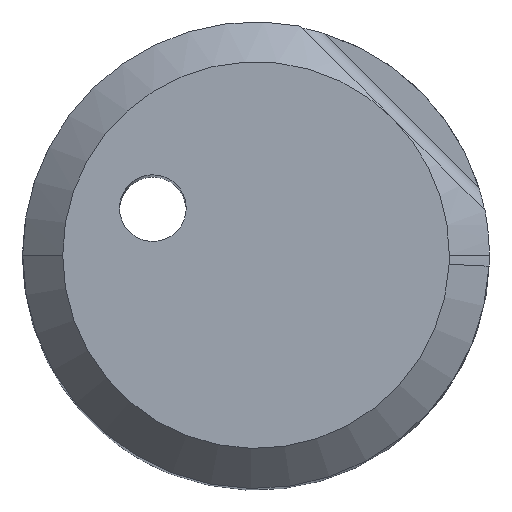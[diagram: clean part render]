
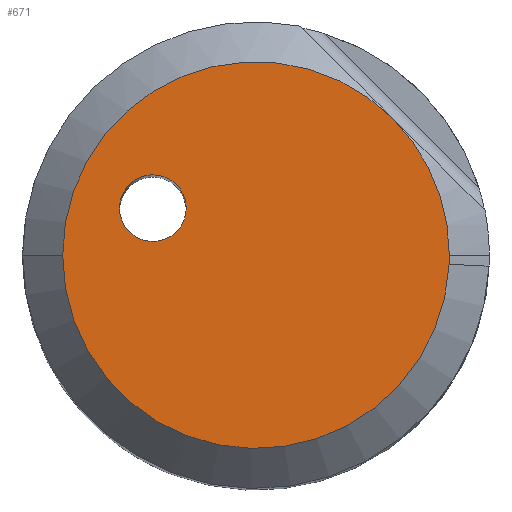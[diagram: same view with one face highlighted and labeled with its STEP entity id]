
A CAD part, top view. The second image highlights one B-rep face of the part: STEP entity #671.
In plain terms, the highlighted planar face has unit normal (0, 0, 1).
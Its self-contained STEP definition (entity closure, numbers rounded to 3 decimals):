
#359=AXIS2_PLACEMENT_3D('Circle Axis2P3D',#357,#358,$) ;
#631=AXIS2_PLACEMENT_3D('Plane Axis2P3D',#628,#629,#630) ;
#635=AXIS2_PLACEMENT_3D('Circle Axis2P3D',#633,#634,$) ;
#644=AXIS2_PLACEMENT_3D('Circle Axis2P3D',#642,#643,$) ;
#651=AXIS2_PLACEMENT_3D('Circle Axis2P3D',#649,#650,$) ;
#658=AXIS2_PLACEMENT_3D('Circle Axis2P3D',#656,#657,$) ;
#354=CARTESIAN_POINT('Vertex',(-2.034,0.593,0.)) ;
#357=CARTESIAN_POINT('Axis2P3D Location',(-1.547,0.705,0.)) ;
#361=CARTESIAN_POINT('Vertex',(-1.06,0.817,0.)) ;
#610=CARTESIAN_POINT('Control Point',(-1.06,0.817,0.)) ;
#611=CARTESIAN_POINT('Control Point',(-1.095,0.97,0.)) ;
#612=CARTESIAN_POINT('Control Point',(-1.19,1.109,0.)) ;
#613=CARTESIAN_POINT('Control Point',(-1.339,1.203,0.)) ;
#614=CARTESIAN_POINT('Control Point',(-1.673,1.252,0.)) ;
#615=CARTESIAN_POINT('Control Point',(-1.951,1.062,0.)) ;
#616=CARTESIAN_POINT('Control Point',(-2.044,0.913,0.)) ;
#617=CARTESIAN_POINT('Control Point',(-2.069,0.746,0.)) ;
#618=CARTESIAN_POINT('Control Point',(-2.034,0.593,0.)) ;
#628=CARTESIAN_POINT('Axis2P3D Location',(0.,0.,0.)) ;
#633=CARTESIAN_POINT('Axis2P3D Location',(0.,0.,0.)) ;
#637=CARTESIAN_POINT('Vertex',(-2.9,0.,0.)) ;
#639=CARTESIAN_POINT('Vertex',(2.897,-0.137,0.)) ;
#642=CARTESIAN_POINT('Axis2P3D Location',(0.,0.,0.)) ;
#646=CARTESIAN_POINT('Vertex',(2.9,0.,0.)) ;
#649=CARTESIAN_POINT('Axis2P3D Location',(0.,0.,0.)) ;
#653=CARTESIAN_POINT('Vertex',(2.051,2.051,0.)) ;
#656=CARTESIAN_POINT('Axis2P3D Location',(0.,0.,0.)) ;
#358=DIRECTION('Axis2P3D Direction',(0.,0.,1.)) ;
#629=DIRECTION('Axis2P3D Direction',(0.,0.,1.)) ;
#630=DIRECTION('Axis2P3D XDirection',(1.,0.,0.)) ;
#634=DIRECTION('Axis2P3D Direction',(0.,0.,1.)) ;
#643=DIRECTION('Axis2P3D Direction',(0.,0.,1.)) ;
#650=DIRECTION('Axis2P3D Direction',(0.,0.,1.)) ;
#657=DIRECTION('Axis2P3D Direction',(0.,0.,1.)) ;
#662=ORIENTED_EDGE('',*,*,#641,.T.) ;
#663=ORIENTED_EDGE('',*,*,#648,.T.) ;
#664=ORIENTED_EDGE('',*,*,#655,.T.) ;
#665=ORIENTED_EDGE('',*,*,#660,.T.) ;
#668=ORIENTED_EDGE('',*,*,#363,.F.) ;
#669=ORIENTED_EDGE('',*,*,#619,.F.) ;
#670=FACE_BOUND('',#667,.T.) ;
#671=ADVANCED_FACE('NOCUT',(#666,#670),#632,.T.) ;
#609=B_SPLINE_CURVE_WITH_KNOTS('',5,(#610,#611,#612,#613,#614,#615,#616,#617,#618),.UNSPECIFIED.,.F.,.U.,(6,3,6),(-0.785,0.,0.785),.UNSPECIFIED.) ;
#360=CIRCLE('generated circle',#359,0.5) ;
#636=CIRCLE('generated circle',#635,2.9) ;
#645=CIRCLE('generated circle',#644,2.9) ;
#652=CIRCLE('generated circle',#651,2.9) ;
#659=CIRCLE('generated circle',#658,2.9) ;
#363=EDGE_CURVE('',#355,#362,#360,.T.) ;
#619=EDGE_CURVE('',#362,#355,#609,.T.) ;
#641=EDGE_CURVE('',#638,#640,#636,.T.) ;
#648=EDGE_CURVE('',#640,#647,#645,.T.) ;
#655=EDGE_CURVE('',#647,#654,#652,.T.) ;
#660=EDGE_CURVE('',#654,#638,#659,.T.) ;
#661=EDGE_LOOP('',(#662,#663,#664,#665)) ;
#667=EDGE_LOOP('',(#668,#669)) ;
#666=FACE_OUTER_BOUND('',#661,.T.) ;
#632=PLANE('',#631) ;
#355=VERTEX_POINT('',#354) ;
#362=VERTEX_POINT('',#361) ;
#638=VERTEX_POINT('',#637) ;
#640=VERTEX_POINT('',#639) ;
#647=VERTEX_POINT('',#646) ;
#654=VERTEX_POINT('',#653) ;
